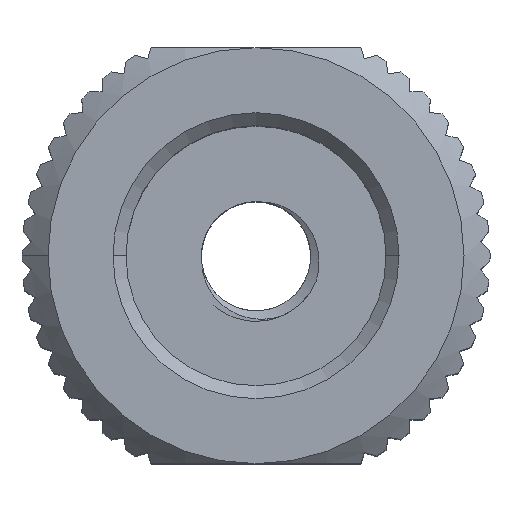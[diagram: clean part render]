
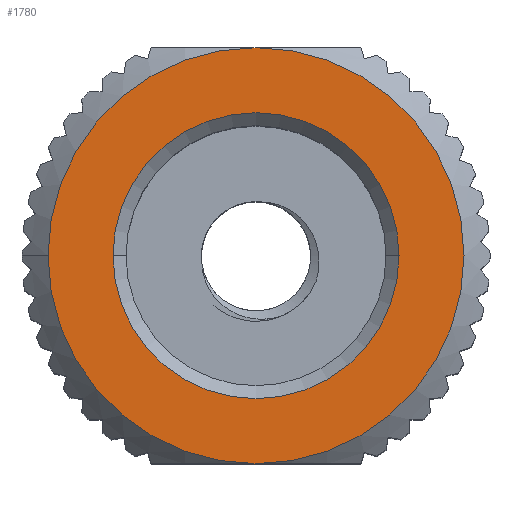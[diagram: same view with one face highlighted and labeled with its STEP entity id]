
A CAD part, top view. The second image highlights one B-rep face of the part: STEP entity #1780.
In plain terms, the highlighted planar face has unit normal (0, 0, 1).
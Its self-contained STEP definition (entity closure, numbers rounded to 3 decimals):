
#60 = CARTESIAN_POINT ( 'NONE',  ( -8., 0., 14. ) ) ;
#295 = CARTESIAN_POINT ( 'NONE',  ( 0., 8., 14. ) ) ;
#311 = CIRCLE ( 'NONE', #813, 5.5 ) ;
#333 = DIRECTION ( 'NONE',  ( 0., 0., 1. ) ) ;
#813 = AXIS2_PLACEMENT_3D ( 'NONE', #3276, #9122, #9850 ) ;
#877 = CARTESIAN_POINT ( 'NONE',  ( 0., 0., 14. ) ) ;
#909 = ORIENTED_EDGE ( 'NONE', *, *, #8869, .T. ) ;
#930 = CARTESIAN_POINT ( 'NONE',  ( 0., -8., 14. ) ) ;
#1147 = CIRCLE ( 'NONE', #7498, 8. ) ;
#1194 = FACE_BOUND ( 'NONE', #1450, .T. ) ;
#1215 = VERTEX_POINT ( 'NONE', #930 ) ;
#1339 = FACE_OUTER_BOUND ( 'NONE', #6453, .T. ) ;
#1428 = AXIS2_PLACEMENT_3D ( 'NONE', #2159, #9492, #8769 ) ;
#1450 = EDGE_LOOP ( 'NONE', ( #6534, #5596 ) ) ;
#1780 = ADVANCED_FACE ( 'NONE', ( #1194, #1339 ), #3725, .T. ) ;
#1948 = CARTESIAN_POINT ( 'NONE',  ( 0., 0., 14. ) ) ;
#1993 = EDGE_CURVE ( 'NONE', #4425, #2119, #9745, .T. ) ;
#2019 = EDGE_CURVE ( 'NONE', #2026, #5043, #311, .T. ) ;
#2026 = VERTEX_POINT ( 'NONE', #8307 ) ;
#2119 = VERTEX_POINT ( 'NONE', #60 ) ;
#2159 = CARTESIAN_POINT ( 'NONE',  ( 0., 0., 14. ) ) ;
#2717 = CARTESIAN_POINT ( 'NONE',  ( 0., 0., 14. ) ) ;
#2902 = CARTESIAN_POINT ( 'NONE',  ( 0., 0., 14. ) ) ;
#3276 = CARTESIAN_POINT ( 'NONE',  ( 0., 0., 14. ) ) ;
#3343 = DIRECTION ( 'NONE',  ( 1., 0., 0. ) ) ;
#3580 = DIRECTION ( 'NONE',  ( 1., 0., 0. ) ) ;
#3725 = PLANE ( 'NONE',  #1428 ) ;
#4268 = AXIS2_PLACEMENT_3D ( 'NONE', #1948, #7857, #3580 ) ;
#4425 = VERTEX_POINT ( 'NONE', #295 ) ;
#5043 = VERTEX_POINT ( 'NONE', #5746 ) ;
#5596 = ORIENTED_EDGE ( 'NONE', *, *, #6032, .T. ) ;
#5746 = CARTESIAN_POINT ( 'NONE',  ( -5.5, 0., 14. ) ) ;
#5889 = AXIS2_PLACEMENT_3D ( 'NONE', #2717, #8504, #10157 ) ;
#6032 = EDGE_CURVE ( 'NONE', #5043, #2026, #7803, .T. ) ;
#6453 = EDGE_LOOP ( 'NONE', ( #10465, #909, #9506 ) ) ;
#6534 = ORIENTED_EDGE ( 'NONE', *, *, #2019, .T. ) ;
#7275 = CIRCLE ( 'NONE', #4268, 8. ) ;
#7455 = EDGE_CURVE ( 'NONE', #1215, #4425, #1147, .T. ) ;
#7498 = AXIS2_PLACEMENT_3D ( 'NONE', #2902, #333, #8584 ) ;
#7803 = CIRCLE ( 'NONE', #5889, 5.5 ) ;
#7857 = DIRECTION ( 'NONE',  ( 0., 0., 1. ) ) ;
#8307 = CARTESIAN_POINT ( 'NONE',  ( 5.5, 0., 14. ) ) ;
#8343 = DIRECTION ( 'NONE',  ( 0., 0., 1. ) ) ;
#8504 = DIRECTION ( 'NONE',  ( 0., 0., -1. ) ) ;
#8584 = DIRECTION ( 'NONE',  ( 1., 0., 0. ) ) ;
#8586 = AXIS2_PLACEMENT_3D ( 'NONE', #877, #8343, #3343 ) ;
#8769 = DIRECTION ( 'NONE',  ( 1., 0., 0. ) ) ;
#8869 = EDGE_CURVE ( 'NONE', #2119, #1215, #7275, .T. ) ;
#9122 = DIRECTION ( 'NONE',  ( 0., 0., -1. ) ) ;
#9492 = DIRECTION ( 'NONE',  ( 0., 0., 1. ) ) ;
#9506 = ORIENTED_EDGE ( 'NONE', *, *, #7455, .T. ) ;
#9745 = CIRCLE ( 'NONE', #8586, 8. ) ;
#9850 = DIRECTION ( 'NONE',  ( 1., 0., 0. ) ) ;
#10157 = DIRECTION ( 'NONE',  ( 1., 0., 0. ) ) ;
#10465 = ORIENTED_EDGE ( 'NONE', *, *, #1993, .T. ) ;
